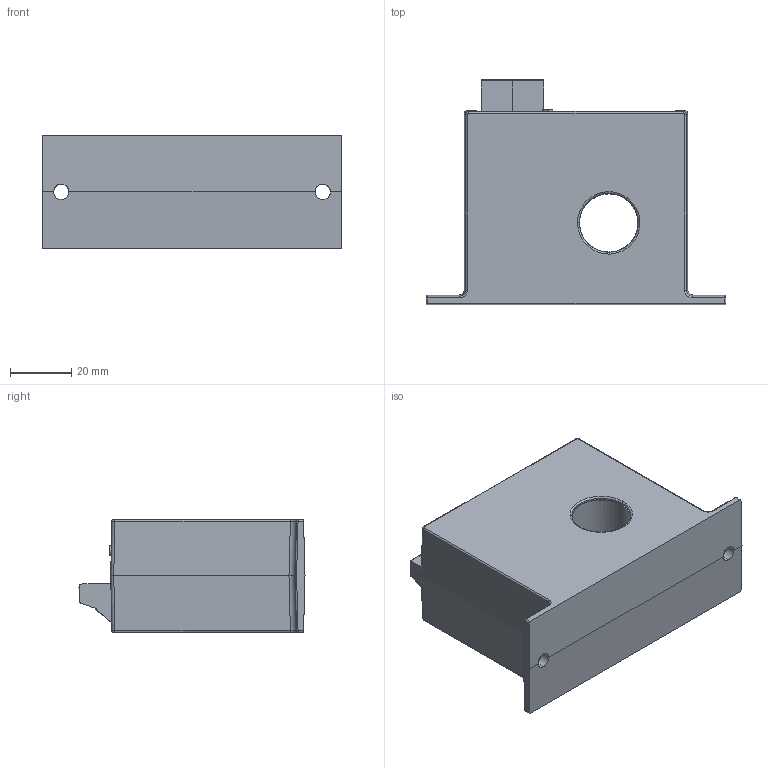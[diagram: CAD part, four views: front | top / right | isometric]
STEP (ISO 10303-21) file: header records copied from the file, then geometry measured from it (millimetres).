
FILE_DESCRIPTION (( 'STEP AP214' ), '1' );
FILE_NAME ('ACS050-AA-24-FD.STEP', '2020-10-20T14:22:17', ( '' ), ( '' ), 'SwSTEP 2.0', 'SolidWorks 2017', '' );
FILE_SCHEMA (( 'AUTOMOTIVE_DESIGN' ));
Length unit declared in the file: inch
Products named in the file (1): ACS050-AA-24-FD
Bounding box: 98 x 73.88 x 36.9 mm (x, y, z)
Volume: 157821.8 mm3; surface area: 24780.2 mm2
Topology: 1 solids, 6 shells, 461 faces, 1206 edges, 784 vertices
Faces by surface type: plane 308, cylinder 74, bspline 66, cone 13
Entity records: 17631 total; most frequent: CARTESIAN_POINT 7215, ORIENTED_EDGE 2410, DIRECTION 1634, EDGE_CURVE 1205, VECTOR 820, LINE 820, VERTEX_POINT 784, EDGE_LOOP 505
